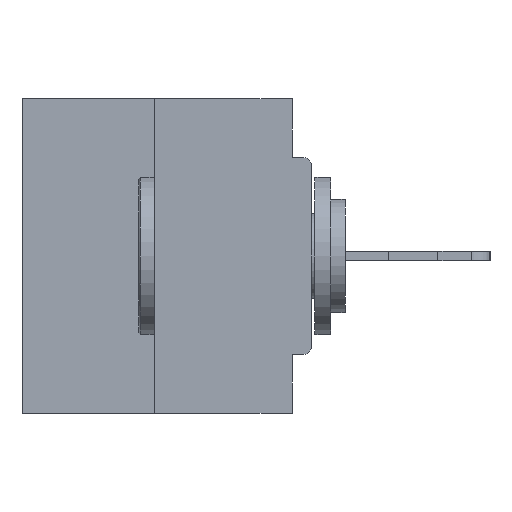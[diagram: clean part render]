
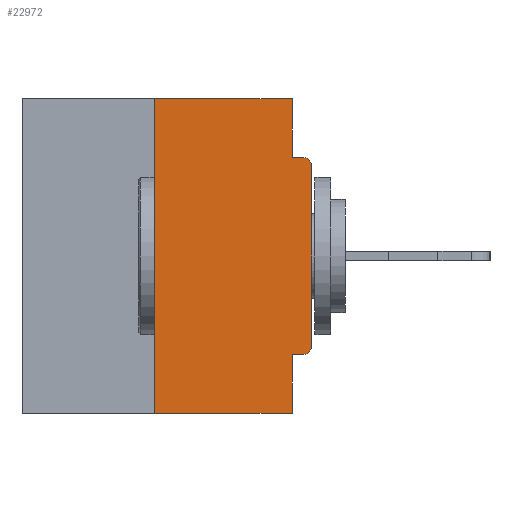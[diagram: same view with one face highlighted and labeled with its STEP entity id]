
A CAD part, left-side view. The second image highlights one B-rep face of the part: STEP entity #22972.
In plain terms, the highlighted planar face has unit normal (-1, 0, 0).
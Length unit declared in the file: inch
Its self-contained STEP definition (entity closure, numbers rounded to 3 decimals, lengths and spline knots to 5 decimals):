
#1456 = AXIS2_PLACEMENT_3D ( 'NONE', #2834, #22958, #20837 ) ;
#1701 = CARTESIAN_POINT ( 'NONE',  ( 0., 0., -0.1085 ) ) ;
#1889 = EDGE_LOOP ( 'NONE', ( #17626, #26394, #23084, #27342, #26944, #3244, #11439, #12431, #24053, #6550 ) ) ;
#2047 = EDGE_CURVE ( 'NONE', #5722, #3783, #6994, .T. ) ;
#2618 = LINE ( 'NONE', #7566, #27248 ) ;
#2641 = EDGE_CURVE ( 'NONE', #5722, #13464, #2618, .T. ) ;
#2834 = CARTESIAN_POINT ( 'NONE',  ( 0., 0.46, 0. ) ) ;
#3022 = DIRECTION ( 'NONE',  ( 0., 1., 0. ) ) ;
#3087 = DIRECTION ( 'NONE',  ( 0., -1., 0. ) ) ;
#3181 = DIRECTION ( 'NONE',  ( -1., 0., 0. ) ) ;
#3244 = ORIENTED_EDGE ( 'NONE', *, *, #18490, .T. ) ;
#3370 = CARTESIAN_POINT ( 'NONE',  ( 0., 0.031, -0.5 ) ) ;
#3398 = DIRECTION ( 'NONE',  ( 0., 0., -1. ) ) ;
#3449 = EDGE_CURVE ( 'NONE', #18418, #17228, #13110, .T. ) ;
#3557 = VECTOR ( 'NONE', #3022, 39.37008 ) ;
#3783 = VERTEX_POINT ( 'NONE', #3370 ) ;
#4144 = EDGE_CURVE ( 'NONE', #11321, #10698, #5289, .T. ) ;
#4438 = CARTESIAN_POINT ( 'NONE',  ( 0., 0., 0. ) ) ;
#4481 = LINE ( 'NONE', #27793, #20684 ) ;
#4513 = EDGE_CURVE ( 'NONE', #17228, #3783, #20790, .T. ) ;
#4645 = FACE_OUTER_BOUND ( 'NONE', #1889, .T. ) ;
#5289 = LINE ( 'NONE', #27479, #20109 ) ;
#5490 = DIRECTION ( 'NONE',  ( 0., 0., -1. ) ) ;
#5642 = CARTESIAN_POINT ( 'NONE',  ( 0., 0.031, -0.0935 ) ) ;
#5722 = VERTEX_POINT ( 'NONE', #12830 ) ;
#5782 = CARTESIAN_POINT ( 'NONE',  ( 0., 0.031, -0.5 ) ) ;
#5854 = DIRECTION ( 'NONE',  ( -1., 0., 0. ) ) ;
#6550 = ORIENTED_EDGE ( 'NONE', *, *, #4144, .F. ) ;
#6844 = CARTESIAN_POINT ( 'NONE',  ( 0., 0.031, 0. ) ) ;
#6877 = CIRCLE ( 'NONE', #26041, 0.015 ) ;
#6994 = LINE ( 'NONE', #9958, #23512 ) ;
#7566 = CARTESIAN_POINT ( 'NONE',  ( 0., 0.25, 0. ) ) ;
#7626 = LINE ( 'NONE', #4438, #28052 ) ;
#8010 = CARTESIAN_POINT ( 'NONE',  ( 0., 0.031, -0.4065 ) ) ;
#8102 = CARTESIAN_POINT ( 'NONE',  ( 0., 0.46, 0. ) ) ;
#8227 = CARTESIAN_POINT ( 'NONE',  ( 0., 0.015, -0.1085 ) ) ;
#9373 = EDGE_CURVE ( 'NONE', #10698, #15536, #4481, .T. ) ;
#9958 = CARTESIAN_POINT ( 'NONE',  ( 0., 0.46, -0.5 ) ) ;
#10698 = VERTEX_POINT ( 'NONE', #5642 ) ;
#10835 = CARTESIAN_POINT ( 'NONE',  ( 0., 0.25, 0. ) ) ;
#11321 = VERTEX_POINT ( 'NONE', #6844 ) ;
#11439 = ORIENTED_EDGE ( 'NONE', *, *, #11783, .T. ) ;
#11563 = AXIS2_PLACEMENT_3D ( 'NONE', #8227, #5854, #3398 ) ;
#11783 = EDGE_CURVE ( 'NONE', #14729, #16954, #7626, .T. ) ;
#12299 = EDGE_CURVE ( 'NONE', #16954, #15536, #20977, .T. ) ;
#12431 = ORIENTED_EDGE ( 'NONE', *, *, #12299, .T. ) ;
#12830 = CARTESIAN_POINT ( 'NONE',  ( 0., 0.25, -0.5 ) ) ;
#12846 = LINE ( 'NONE', #8102, #13221 ) ;
#13110 = LINE ( 'NONE', #25246, #3557 ) ;
#13221 = VECTOR ( 'NONE', #15229, 39.37008 ) ;
#13464 = VERTEX_POINT ( 'NONE', #10835 ) ;
#13947 = CARTESIAN_POINT ( 'NONE',  ( 0., 0.015, -0.4065 ) ) ;
#13966 = PLANE ( 'NONE',  #1456 ) ;
#14729 = VERTEX_POINT ( 'NONE', #25665 ) ;
#15229 = DIRECTION ( 'NONE',  ( 0., -1., 0. ) ) ;
#15536 = VERTEX_POINT ( 'NONE', #19693 ) ;
#16954 = VERTEX_POINT ( 'NONE', #1701 ) ;
#17228 = VERTEX_POINT ( 'NONE', #8010 ) ;
#17555 = DIRECTION ( 'NONE',  ( 0., 0., 1. ) ) ;
#17626 = ORIENTED_EDGE ( 'NONE', *, *, #19146, .F. ) ;
#18418 = VERTEX_POINT ( 'NONE', #13947 ) ;
#18458 = DIRECTION ( 'NONE',  ( 0., 0., -1. ) ) ;
#18490 = EDGE_CURVE ( 'NONE', #18418, #14729, #6877, .T. ) ;
#19146 = EDGE_CURVE ( 'NONE', #13464, #11321, #12846, .T. ) ;
#19693 = CARTESIAN_POINT ( 'NONE',  ( 0., 0.015, -0.0935 ) ) ;
#20109 = VECTOR ( 'NONE', #18458, 39.37008 ) ;
#20684 = VECTOR ( 'NONE', #23336, 39.37008 ) ;
#20790 = LINE ( 'NONE', #5782, #24640 ) ;
#20837 = DIRECTION ( 'NONE',  ( 0., 0., -1. ) ) ;
#20977 = CIRCLE ( 'NONE', #11563, 0.015 ) ;
#20999 = DIRECTION ( 'NONE',  ( 0., 0., -1. ) ) ;
#22958 = DIRECTION ( 'NONE',  ( 1., 0., 0. ) ) ;
#22972 = ADVANCED_FACE ( 'NONE', ( #4645 ), #13966, .F. ) ;
#23084 = ORIENTED_EDGE ( 'NONE', *, *, #2047, .T. ) ;
#23336 = DIRECTION ( 'NONE',  ( 0., -1., 0. ) ) ;
#23512 = VECTOR ( 'NONE', #3087, 39.37008 ) ;
#24053 = ORIENTED_EDGE ( 'NONE', *, *, #9373, .F. ) ;
#24640 = VECTOR ( 'NONE', #5490, 39.37008 ) ;
#25246 = CARTESIAN_POINT ( 'NONE',  ( 0., 0., -0.4065 ) ) ;
#25665 = CARTESIAN_POINT ( 'NONE',  ( 0., 0., -0.3915 ) ) ;
#25886 = CARTESIAN_POINT ( 'NONE',  ( 0., 0.015, -0.3915 ) ) ;
#26041 = AXIS2_PLACEMENT_3D ( 'NONE', #25886, #3181, #20999 ) ;
#26394 = ORIENTED_EDGE ( 'NONE', *, *, #2641, .F. ) ;
#26944 = ORIENTED_EDGE ( 'NONE', *, *, #3449, .F. ) ;
#27248 = VECTOR ( 'NONE', #27761, 39.37008 ) ;
#27342 = ORIENTED_EDGE ( 'NONE', *, *, #4513, .F. ) ;
#27479 = CARTESIAN_POINT ( 'NONE',  ( 0., 0.031, 0. ) ) ;
#27761 = DIRECTION ( 'NONE',  ( 0., 0., 1. ) ) ;
#27793 = CARTESIAN_POINT ( 'NONE',  ( 0., 0., -0.0935 ) ) ;
#28052 = VECTOR ( 'NONE', #17555, 39.37008 ) ;
